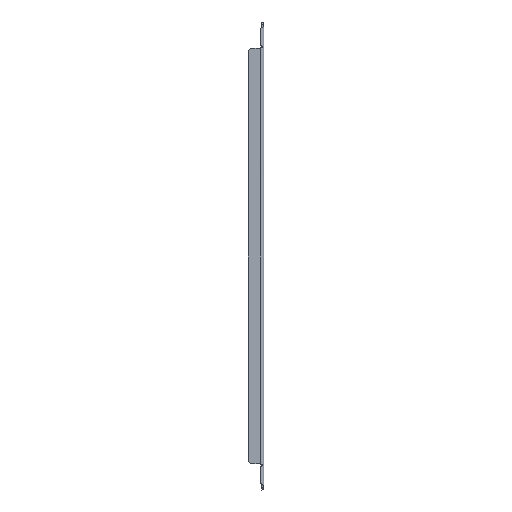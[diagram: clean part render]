
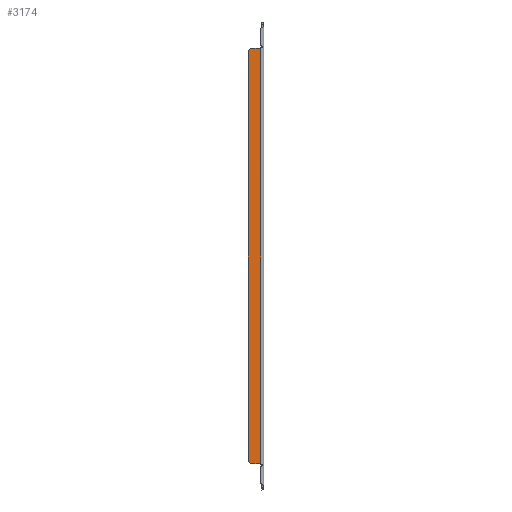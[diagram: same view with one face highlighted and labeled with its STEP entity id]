
A CAD part, left-side view. The second image highlights one B-rep face of the part: STEP entity #3174.
In plain terms, the highlighted planar face has unit normal (-1, 0, 0).
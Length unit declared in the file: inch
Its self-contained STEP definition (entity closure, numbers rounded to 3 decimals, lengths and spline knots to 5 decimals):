
#208 = VERTEX_POINT ( 'NONE', #2540 ) ;
#211 = ORIENTED_EDGE ( 'NONE', *, *, #1712, .T. ) ;
#298 = VERTEX_POINT ( 'NONE', #2260 ) ;
#394 = LINE ( 'NONE', #3324, #4180 ) ;
#450 = ORIENTED_EDGE ( 'NONE', *, *, #3018, .F. ) ;
#485 = ORIENTED_EDGE ( 'NONE', *, *, #4728, .T. ) ;
#570 = CARTESIAN_POINT ( 'NONE',  ( -7.085, 0.143, -9.85662 ) ) ;
#629 = VERTEX_POINT ( 'NONE', #2495 ) ;
#774 = VECTOR ( 'NONE', #1180, 39.37008 ) ;
#801 = ORIENTED_EDGE ( 'NONE', *, *, #2791, .F. ) ;
#871 = AXIS2_PLACEMENT_3D ( 'NONE', #4328, #3149, #958 ) ;
#935 = FACE_OUTER_BOUND ( 'NONE', #1161, .T. ) ;
#958 = DIRECTION ( 'NONE',  ( 0., -1., 0. ) ) ;
#1091 = ORIENTED_EDGE ( 'NONE', *, *, #1898, .T. ) ;
#1161 = EDGE_LOOP ( 'NONE', ( #450, #211, #3195, #485, #3625, #801, #1091, #4547 ) ) ;
#1180 = DIRECTION ( 'NONE',  ( 0., 1., 0. ) ) ;
#1242 = CARTESIAN_POINT ( 'NONE',  ( -7.085, 0.75, -9.85 ) ) ;
#1399 = LINE ( 'NONE', #4441, #3223 ) ;
#1507 = VECTOR ( 'NONE', #3654, 39.37008 ) ;
#1533 = AXIS2_PLACEMENT_3D ( 'NONE', #2843, #2801, #3203 ) ;
#1677 = LINE ( 'NONE', #3869, #1970 ) ;
#1712 = EDGE_CURVE ( 'NONE', #298, #2514, #1945, .T. ) ;
#1898 = EDGE_CURVE ( 'NONE', #3619, #208, #3902, .T. ) ;
#1945 = CIRCLE ( 'NONE', #1533, 0.0625 ) ;
#1970 = VECTOR ( 'NONE', #3069, 39.37008 ) ;
#2079 = LINE ( 'NONE', #2796, #2832 ) ;
#2105 = VERTEX_POINT ( 'NONE', #3424 ) ;
#2260 = CARTESIAN_POINT ( 'NONE',  ( -7.085, 0.171, -9.85 ) ) ;
#2400 = DIRECTION ( 'NONE',  ( 1., 0., 0. ) ) ;
#2495 = CARTESIAN_POINT ( 'NONE',  ( -7.085, 0.625, 9.85 ) ) ;
#2514 = VERTEX_POINT ( 'NONE', #570 ) ;
#2540 = CARTESIAN_POINT ( 'NONE',  ( -7.085, 0.75, -9.725 ) ) ;
#2600 = LINE ( 'NONE', #1242, #774 ) ;
#2640 = EDGE_CURVE ( 'NONE', #3161, #208, #2079, .T. ) ;
#2791 = EDGE_CURVE ( 'NONE', #3619, #629, #1399, .T. ) ;
#2796 = CARTESIAN_POINT ( 'NONE',  ( -7.085, 0.75, -9.725 ) ) ;
#2801 = DIRECTION ( 'NONE',  ( 1., 0., 0. ) ) ;
#2832 = VECTOR ( 'NONE', #4220, 39.37008 ) ;
#2843 = CARTESIAN_POINT ( 'NONE',  ( -7.085, 0.171, -9.9125 ) ) ;
#2917 = CIRCLE ( 'NONE', #4620, 0.0625 ) ;
#3018 = EDGE_CURVE ( 'NONE', #298, #3161, #2600, .T. ) ;
#3040 = CARTESIAN_POINT ( 'NONE',  ( -7.085, 0.75, 9.725 ) ) ;
#3069 = DIRECTION ( 'NONE',  ( 0., 0., -1. ) ) ;
#3112 = EDGE_CURVE ( 'NONE', #3594, #2514, #1677, .T. ) ;
#3116 = CARTESIAN_POINT ( 'NONE',  ( -7.085, 0.143, 9.85662 ) ) ;
#3149 = DIRECTION ( 'NONE',  ( -1., 0., 0. ) ) ;
#3161 = VERTEX_POINT ( 'NONE', #3513 ) ;
#3174 = ADVANCED_FACE ( 'NONE', ( #935 ), #3549, .T. ) ;
#3195 = ORIENTED_EDGE ( 'NONE', *, *, #3112, .F. ) ;
#3203 = DIRECTION ( 'NONE',  ( 0., 1., 0. ) ) ;
#3223 = VECTOR ( 'NONE', #4413, 39.37008 ) ;
#3254 = CARTESIAN_POINT ( 'NONE',  ( -7.085, 0.75, -11.085 ) ) ;
#3324 = CARTESIAN_POINT ( 'NONE',  ( -7.085, 0.171, 9.85 ) ) ;
#3424 = CARTESIAN_POINT ( 'NONE',  ( -7.085, 0.171, 9.85 ) ) ;
#3513 = CARTESIAN_POINT ( 'NONE',  ( -7.085, 0.625, -9.85 ) ) ;
#3549 = PLANE ( 'NONE',  #871 ) ;
#3594 = VERTEX_POINT ( 'NONE', #3116 ) ;
#3619 = VERTEX_POINT ( 'NONE', #3040 ) ;
#3625 = ORIENTED_EDGE ( 'NONE', *, *, #4110, .F. ) ;
#3654 = DIRECTION ( 'NONE',  ( 0., 0., -1. ) ) ;
#3712 = DIRECTION ( 'NONE',  ( 0., -1., 0. ) ) ;
#3822 = DIRECTION ( 'NONE',  ( 0., 1., 0. ) ) ;
#3869 = CARTESIAN_POINT ( 'NONE',  ( -7.085, 0.143, 10.888 ) ) ;
#3902 = LINE ( 'NONE', #3254, #1507 ) ;
#4110 = EDGE_CURVE ( 'NONE', #629, #2105, #394, .T. ) ;
#4180 = VECTOR ( 'NONE', #3712, 39.37008 ) ;
#4220 = DIRECTION ( 'NONE',  ( 0., 0.707, 0.707 ) ) ;
#4328 = CARTESIAN_POINT ( 'NONE',  ( -7.085, 0.75, -11.085 ) ) ;
#4413 = DIRECTION ( 'NONE',  ( 0., -0.707, 0.707 ) ) ;
#4441 = CARTESIAN_POINT ( 'NONE',  ( -7.085, 0.625, 9.85 ) ) ;
#4547 = ORIENTED_EDGE ( 'NONE', *, *, #2640, .F. ) ;
#4604 = CARTESIAN_POINT ( 'NONE',  ( -7.085, 0.171, 9.9125 ) ) ;
#4620 = AXIS2_PLACEMENT_3D ( 'NONE', #4604, #2400, #3822 ) ;
#4728 = EDGE_CURVE ( 'NONE', #3594, #2105, #2917, .T. ) ;
